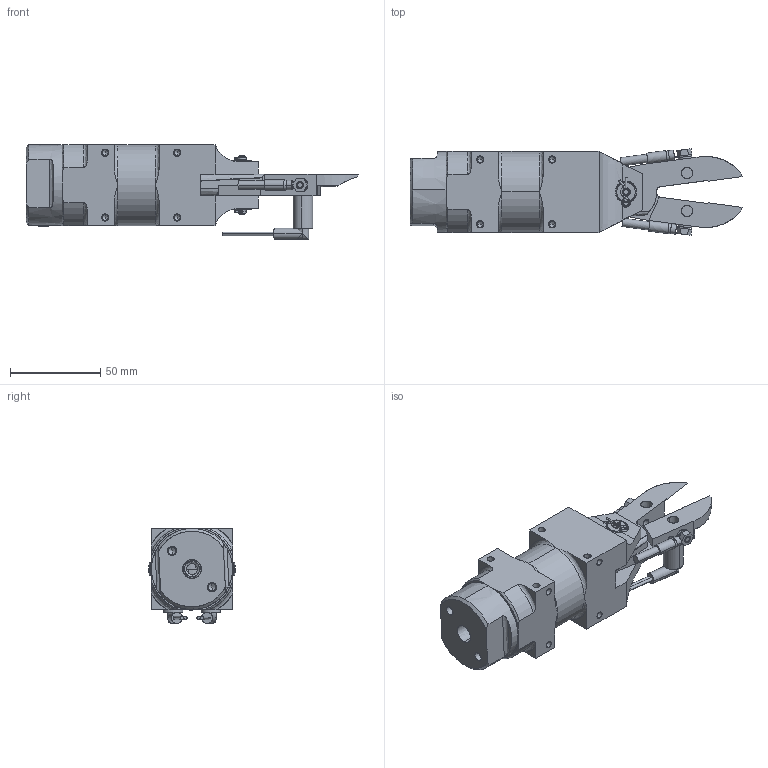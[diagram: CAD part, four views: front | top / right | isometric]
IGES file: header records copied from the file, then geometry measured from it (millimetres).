
Start section: SolidWorks IGES file using analytic representation for surfaces
Global section: file name: GT-NSH20B-S.IGS; native system: SolidWorks 2021; preprocessor: SolidWorks 2021; author: NP3-10; date: 250728.160143; units: millimetre
Bounding box: 184.44 x 48.08 x 52.72 mm (x, y, z)
Surface area: 63364.6 mm2 (no closed solid volume)
Topology: 0 solids, 0 shells, 559 faces, 9476 edges, 9438 vertices
Faces by surface type: revolution 323, bspline 236
